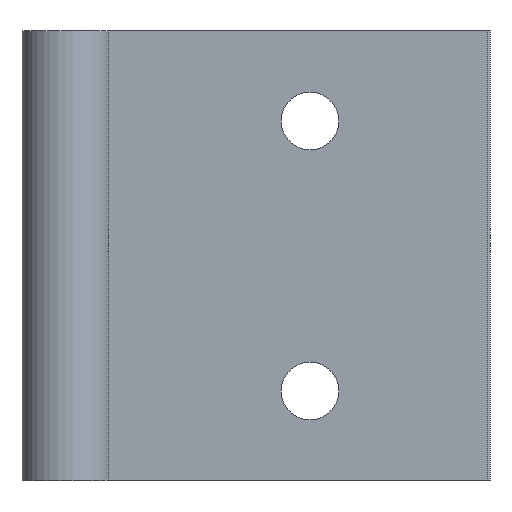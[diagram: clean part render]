
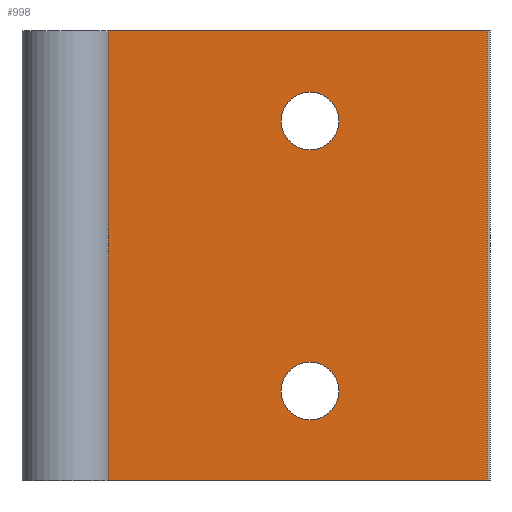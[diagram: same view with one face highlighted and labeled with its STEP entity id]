
A CAD part, front view. The second image highlights one B-rep face of the part: STEP entity #998.
In plain terms, the highlighted planar face has unit normal (0, -1, 0).
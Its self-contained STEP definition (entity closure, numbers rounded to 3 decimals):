
#329=DIRECTION('',(-1.,0.,0.));
#330=VECTOR('',#329,42.117);
#331=CARTESIAN_POINT('',(46.7,-2.,25.));
#332=LINE('',#331,#330);
#337=CARTESIAN_POINT('',(27.,-2.,-15.));
#338=DIRECTION('',(0.,1.,0.));
#339=DIRECTION('',(0.,0.,1.));
#340=AXIS2_PLACEMENT_3D('',#337,#338,#339);
#345=CARTESIAN_POINT('',(27.,-2.,-15.));
#346=DIRECTION('',(0.,1.,0.));
#347=DIRECTION('',(0.,0.,-1.));
#348=AXIS2_PLACEMENT_3D('',#345,#346,#347);
#353=CARTESIAN_POINT('',(27.,-2.,15.));
#354=DIRECTION('',(0.,1.,0.));
#355=DIRECTION('',(0.,0.,1.));
#356=AXIS2_PLACEMENT_3D('',#353,#354,#355);
#361=CARTESIAN_POINT('',(27.,-2.,15.));
#362=DIRECTION('',(0.,1.,0.));
#363=DIRECTION('',(0.,0.,-1.));
#364=AXIS2_PLACEMENT_3D('',#361,#362,#363);
#428=DIRECTION('',(-1.,0.,0.));
#429=VECTOR('',#428,42.117);
#430=CARTESIAN_POINT('',(46.7,-2.,-25.));
#431=LINE('',#430,#429);
#528=DIRECTION('',(0.,0.,1.));
#529=VECTOR('',#528,50.);
#530=CARTESIAN_POINT('',(4.583,-2.,-25.));
#531=LINE('',#530,#529);
#863=DIRECTION('',(0.,0.,-1.));
#864=VECTOR('',#863,50.);
#865=CARTESIAN_POINT('',(46.7,-2.,25.));
#866=LINE('',#865,#864);
#885=CARTESIAN_POINT('',(27.,-2.,-18.2));
#887=VERTEX_POINT('',#885);
#896=CARTESIAN_POINT('',(27.,-2.,11.8));
#897=CARTESIAN_POINT('',(27.,-2.,18.2));
#898=VERTEX_POINT('',#896);
#899=VERTEX_POINT('',#897);
#921=CARTESIAN_POINT('',(4.583,-2.,25.));
#923=VERTEX_POINT('',#921);
#926=CARTESIAN_POINT('',(4.583,-2.,-25.));
#927=VERTEX_POINT('',#926);
#939=CARTESIAN_POINT('',(46.7,-2.,25.));
#940=VERTEX_POINT('',#939);
#953=CARTESIAN_POINT('',(46.7,-2.,-25.));
#954=VERTEX_POINT('',#953);
#969=CARTESIAN_POINT('',(27.,-2.,-11.8));
#970=VERTEX_POINT('',#969);
#971=CARTESIAN_POINT('',(4.583,-2.,25.));
#972=DIRECTION('',(0.,1.,0.));
#973=DIRECTION('',(-1.,0.,0.));
#974=AXIS2_PLACEMENT_3D('',#971,#972,#973);
#975=PLANE('',#974);
#977=ORIENTED_EDGE('',*,*,#976,.T.);
#979=ORIENTED_EDGE('',*,*,#978,.T.);
#981=ORIENTED_EDGE('',*,*,#980,.F.);
#983=ORIENTED_EDGE('',*,*,#982,.T.);
#984=EDGE_LOOP('',(#977,#979,#981,#983));
#985=FACE_OUTER_BOUND('',#984,.F.);
#987=ORIENTED_EDGE('',*,*,#986,.F.);
#989=ORIENTED_EDGE('',*,*,#988,.F.);
#990=EDGE_LOOP('',(#987,#989));
#991=FACE_BOUND('',#990,.F.);
#993=ORIENTED_EDGE('',*,*,#992,.F.);
#995=ORIENTED_EDGE('',*,*,#994,.F.);
#996=EDGE_LOOP('',(#993,#995));
#997=FACE_BOUND('',#996,.F.);
#341=CIRCLE('',#340,3.2);
#349=CIRCLE('',#348,3.2);
#357=CIRCLE('',#356,3.2);
#365=CIRCLE('',#364,3.2);
#976=EDGE_CURVE('',#954,#927,#431,.T.);
#978=EDGE_CURVE('',#927,#923,#531,.T.);
#980=EDGE_CURVE('',#940,#923,#332,.T.);
#982=EDGE_CURVE('',#940,#954,#866,.T.);
#986=EDGE_CURVE('',#970,#887,#341,.T.);
#988=EDGE_CURVE('',#887,#970,#349,.T.);
#992=EDGE_CURVE('',#899,#898,#357,.T.);
#994=EDGE_CURVE('',#898,#899,#365,.T.);
#998=ADVANCED_FACE('',(#985,#991,#997),#975,.F.);
